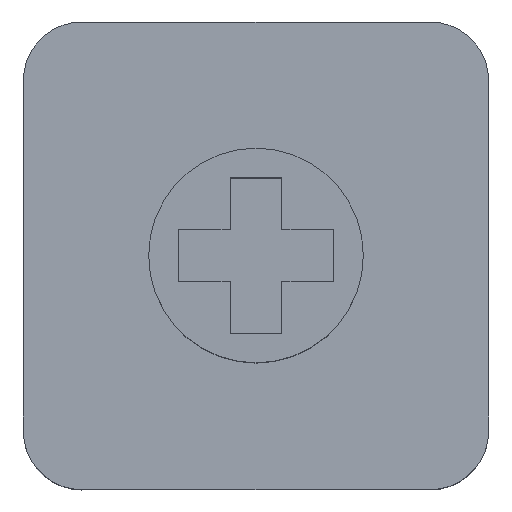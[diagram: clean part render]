
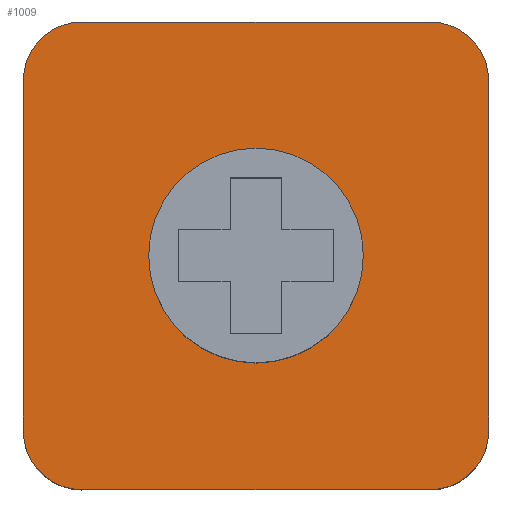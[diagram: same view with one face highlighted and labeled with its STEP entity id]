
A CAD part, top view. The second image highlights one B-rep face of the part: STEP entity #1009.
In plain terms, the highlighted planar face has unit normal (0, 0, 1).
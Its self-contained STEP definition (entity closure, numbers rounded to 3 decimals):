
#16=FACE_BOUND('',#161,.T.);
#19=CIRCLE('',#1063,2.8);
#20=CIRCLE('',#1066,1.53);
#21=CIRCLE('',#1067,1.53);
#22=CIRCLE('',#1068,1.53);
#23=CIRCLE('',#1069,1.53);
#55=PLANE('',#1065);
#105=FACE_OUTER_BOUND('',#160,.T.);
#160=EDGE_LOOP('',(#857,#858,#859,#860,#861,#862,#863,#864));
#161=EDGE_LOOP('',(#865));
#254=LINE('',#1783,#351);
#255=LINE('',#1787,#352);
#256=LINE('',#1791,#353);
#257=LINE('',#1795,#354);
#351=VECTOR('',#1219,10.);
#352=VECTOR('',#1222,10.);
#353=VECTOR('',#1225,10.);
#354=VECTOR('',#1228,10.);
#488=VERTEX_POINT('',#1776);
#489=VERTEX_POINT('',#1781);
#490=VERTEX_POINT('',#1782);
#491=VERTEX_POINT('',#1784);
#492=VERTEX_POINT('',#1786);
#493=VERTEX_POINT('',#1788);
#494=VERTEX_POINT('',#1790);
#495=VERTEX_POINT('',#1792);
#496=VERTEX_POINT('',#1794);
#627=EDGE_CURVE('',#488,#488,#19,.T.);
#628=EDGE_CURVE('',#489,#490,#254,.T.);
#629=EDGE_CURVE('',#490,#491,#20,.T.);
#630=EDGE_CURVE('',#491,#492,#255,.T.);
#631=EDGE_CURVE('',#492,#493,#21,.T.);
#632=EDGE_CURVE('',#493,#494,#256,.T.);
#633=EDGE_CURVE('',#494,#495,#22,.T.);
#634=EDGE_CURVE('',#495,#496,#257,.T.);
#635=EDGE_CURVE('',#496,#489,#23,.T.);
#857=ORIENTED_EDGE('',*,*,#628,.T.);
#858=ORIENTED_EDGE('',*,*,#629,.T.);
#859=ORIENTED_EDGE('',*,*,#630,.T.);
#860=ORIENTED_EDGE('',*,*,#631,.T.);
#861=ORIENTED_EDGE('',*,*,#632,.T.);
#862=ORIENTED_EDGE('',*,*,#633,.T.);
#863=ORIENTED_EDGE('',*,*,#634,.T.);
#864=ORIENTED_EDGE('',*,*,#635,.T.);
#865=ORIENTED_EDGE('',*,*,#627,.T.);
#1009=ADVANCED_FACE('',(#105,#16),#55,.T.);
#1063=AXIS2_PLACEMENT_3D('',#1778,#1213,#1214);
#1065=AXIS2_PLACEMENT_3D('',#1780,#1217,#1218);
#1066=AXIS2_PLACEMENT_3D('',#1785,#1220,#1221);
#1067=AXIS2_PLACEMENT_3D('',#1789,#1223,#1224);
#1068=AXIS2_PLACEMENT_3D('',#1793,#1226,#1227);
#1069=AXIS2_PLACEMENT_3D('',#1796,#1229,#1230);
#1213=DIRECTION('center_axis',(0.,0.,-1.));
#1214=DIRECTION('ref_axis',(1.,0.,0.));
#1217=DIRECTION('center_axis',(0.,0.,1.));
#1218=DIRECTION('ref_axis',(1.,0.,0.));
#1219=DIRECTION('',(-1.,0.,0.));
#1220=DIRECTION('center_axis',(0.,0.,1.));
#1221=DIRECTION('ref_axis',(0.,1.,0.));
#1222=DIRECTION('',(0.,-1.,0.));
#1223=DIRECTION('center_axis',(0.,0.,1.));
#1224=DIRECTION('ref_axis',(-1.,0.,0.));
#1225=DIRECTION('',(1.,0.,0.));
#1226=DIRECTION('center_axis',(0.,0.,1.));
#1227=DIRECTION('ref_axis',(0.,-1.,0.));
#1228=DIRECTION('',(0.,1.,0.));
#1229=DIRECTION('center_axis',(0.,0.,1.));
#1230=DIRECTION('ref_axis',(1.,0.,0.));
#1776=CARTESIAN_POINT('',(3.27,6.1,5.));
#1778=CARTESIAN_POINT('Origin',(6.07,6.1,5.));
#1780=CARTESIAN_POINT('Origin',(6.07,6.1,5.));
#1781=CARTESIAN_POINT('',(10.61,12.2,5.));
#1782=CARTESIAN_POINT('',(1.53,12.2,5.));
#1783=CARTESIAN_POINT('',(10.61,12.2,5.));
#1784=CARTESIAN_POINT('',(0.,10.67,5.));
#1785=CARTESIAN_POINT('Origin',(1.53,10.67,5.));
#1786=CARTESIAN_POINT('',(0.,1.53,5.));
#1787=CARTESIAN_POINT('',(0.,10.67,5.));
#1788=CARTESIAN_POINT('',(1.53,0.,5.));
#1789=CARTESIAN_POINT('Origin',(1.53,1.53,5.));
#1790=CARTESIAN_POINT('',(10.61,0.,5.));
#1791=CARTESIAN_POINT('',(1.53,0.,5.));
#1792=CARTESIAN_POINT('',(12.14,1.53,5.));
#1793=CARTESIAN_POINT('Origin',(10.61,1.53,5.));
#1794=CARTESIAN_POINT('',(12.14,10.67,5.));
#1795=CARTESIAN_POINT('',(12.14,1.53,5.));
#1796=CARTESIAN_POINT('Origin',(10.61,10.67,5.));
